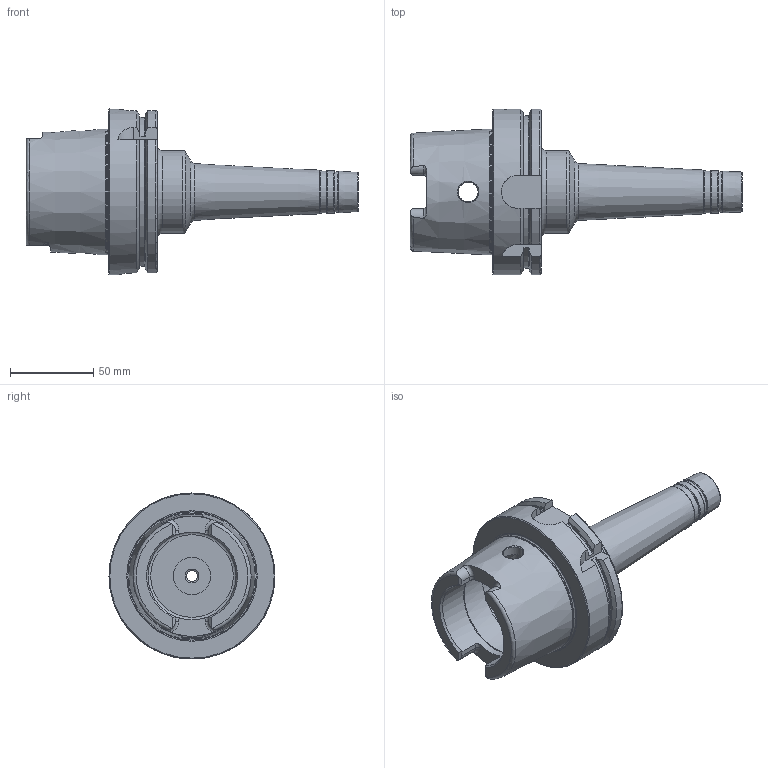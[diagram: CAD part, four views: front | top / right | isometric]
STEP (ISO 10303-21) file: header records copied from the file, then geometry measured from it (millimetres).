
FILE_DESCRIPTION(/* description */ (''),/* implementation_level */ '2;1');
FILE_NAME(/* name */ 'HSK100A-HMC10-150.stp',/* time_stamp */ '2021-08-10T14:03:41+09:00',/* author */ ('eos'),/* organization */ (''),/* preprocessor_version */ 'ST-DEVELOPER v18.1',/* originating_system */ 'Autodesk Inventor 2020',/* authorisation */ '');
FILE_SCHEMA (('AUTOMOTIVE_DESIGN { 1 0 10303 214 3 1 1 }'));
Length unit declared in the file: millimetre
Products named in the file (1): HSK63A
Bounding box: 200 x 100 x 100 mm (x, y, z)
Volume: 353307.9 mm3; surface area: 64254.5 mm2
Topology: 1 solids, 1 shells, 134 faces, 414 edges, 287 vertices
Faces by surface type: plane 38, torus 35, cylinder 35, cone 24, bspline 2
Full cylindrical faces by diameter (mm): 6.917 x1, 8.4 x1, 10 x2, 10.6 x1, 12 x2, 22.376 x1, 25 x1, 50 x1, 53 x2, 63 x1, 75.415 x1, 100 x1
Entity records: 5589 total; most frequent: CARTESIAN_POINT 1718, DIRECTION 848, ORIENTED_EDGE 832, EDGE_CURVE 416, AXIS2_PLACEMENT_3D 367, VERTEX_POINT 289, CIRCLE 226, EDGE_LOOP 145
